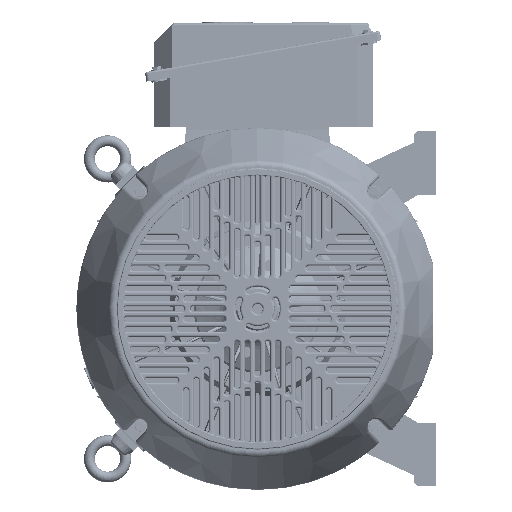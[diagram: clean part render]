
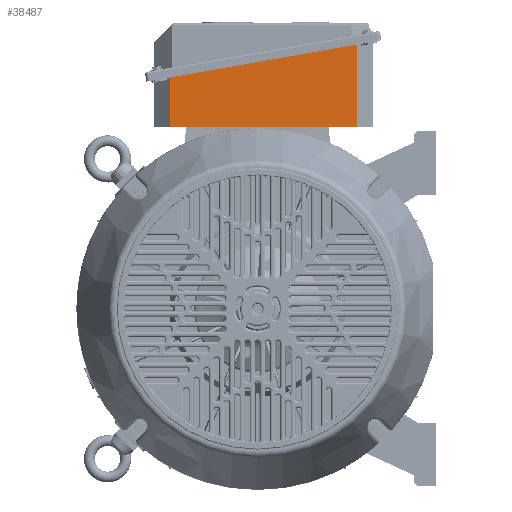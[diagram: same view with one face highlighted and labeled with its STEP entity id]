
A CAD part, left-side view. The second image highlights one B-rep face of the part: STEP entity #38487.
In plain terms, the highlighted face is planar.
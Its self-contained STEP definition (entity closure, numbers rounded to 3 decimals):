
#38252 = VERTEX_POINT ( 'NONE', #91769 ) ;
#38263 = EDGE_CURVE ( 'NONE', #38294, #38252, #91763, .T. ) ;
#38294 = VERTEX_POINT ( 'NONE', #91778 ) ;
#38319 = VERTEX_POINT ( 'NONE', #91809 ) ;
#38330 = EDGE_CURVE ( 'NONE', #38332, #38319, #91860, .T. ) ;
#38332 = VERTEX_POINT ( 'NONE', #91856 ) ;
#38487 = ADVANCED_FACE ( 'NONE', ( #91988 ), #91987, .F. ) ;
#38490 = EDGE_LOOP ( 'NONE', ( #38495, #38500, #38506, #38513 ) ) ;
#38495 = ORIENTED_EDGE ( 'NONE', *, *, #38498, .F. ) ;
#38498 = EDGE_CURVE ( 'NONE', #38294, #38319, #92032, .T. ) ;
#38500 = ORIENTED_EDGE ( 'NONE', *, *, #38263, .T. ) ;
#38506 = ORIENTED_EDGE ( 'NONE', *, *, #38508, .F. ) ;
#38508 = EDGE_CURVE ( 'NONE', #38332, #38252, #92023, .T. ) ;
#38513 = ORIENTED_EDGE ( 'NONE', *, *, #38330, .T. ) ;
#91760 = DIRECTION ( 'NONE',  ( 0., 1., 0. ) ) ;
#91761 = VECTOR ( 'NONE', #91760, 1000. ) ;
#91762 = CARTESIAN_POINT ( 'NONE',  ( 318.031, 0., 149. ) ) ;
#91763 = LINE ( 'NONE', #91762, #91761 ) ;
#91769 = CARTESIAN_POINT ( 'NONE',  ( 318.031, 131.501, 149. ) ) ;
#91778 = CARTESIAN_POINT ( 'NONE',  ( 318.031, 3., 149. ) ) ;
#91809 = CARTESIAN_POINT ( 'NONE',  ( 25.515, 3., 149. ) ) ;
#91856 = CARTESIAN_POINT ( 'NONE',  ( 25.515, 79.923, 149. ) ) ;
#91857 = DIRECTION ( 'NONE',  ( 0., -1., 0. ) ) ;
#91858 = VECTOR ( 'NONE', #91857, 1000. ) ;
#91859 = CARTESIAN_POINT ( 'NONE',  ( 25.515, 0., 149. ) ) ;
#91860 = LINE ( 'NONE', #91859, #91858 ) ;
#91987 = PLANE ( 'NONE',  #92041 ) ;
#91988 = FACE_OUTER_BOUND ( 'NONE', #38490, .T. ) ;
#92020 = DIRECTION ( 'NONE',  ( 0.985, 0.174, 0. ) ) ;
#92021 = VECTOR ( 'NONE', #92020, 1000. ) ;
#92022 = CARTESIAN_POINT ( 'NONE',  ( -12.898, 73.149, 149. ) ) ;
#92023 = LINE ( 'NONE', #92022, #92021 ) ;
#92029 = DIRECTION ( 'NONE',  ( -1., 0., 0. ) ) ;
#92030 = VECTOR ( 'NONE', #92029, 1000. ) ;
#92031 = CARTESIAN_POINT ( 'NONE',  ( 0., 3., 149. ) ) ;
#92032 = LINE ( 'NONE', #92031, #92030 ) ;
#92038 = DIRECTION ( 'NONE',  ( -1., 0., 0. ) ) ;
#92039 = DIRECTION ( 'NONE',  ( 0., 0., -1. ) ) ;
#92040 = CARTESIAN_POINT ( 'NONE',  ( 0., 0., 149. ) ) ;
#92041 = AXIS2_PLACEMENT_3D ( 'NONE', #92040, #92039, #92038 ) ;
